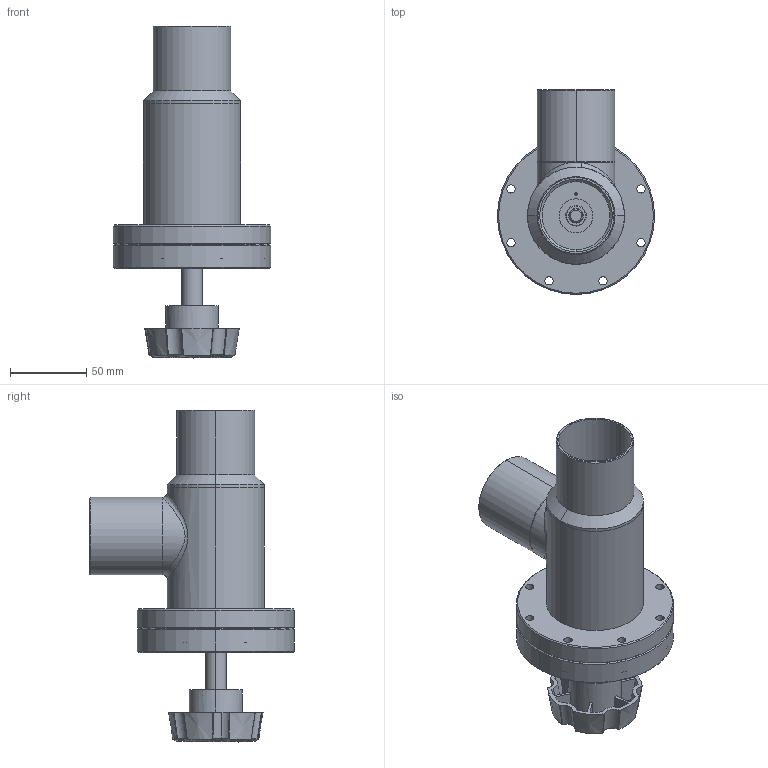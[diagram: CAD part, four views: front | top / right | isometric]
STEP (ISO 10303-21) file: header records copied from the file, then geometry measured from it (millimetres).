
FILE_DESCRIPTION (( 'STEP AP214' ), '1' );
FILE_NAME ('MA-200-H_MANUAL_ANGLE_VALVE.STEP', '2020-05-19T08:37:49', ( 'admin' ), ( 'Microsoft' ), 'SwSTEP 2.0', 'SolidWorks 2016', '' );
FILE_SCHEMA (( 'AUTOMOTIVE_DESIGN' ));
Length unit declared in the file: inch
Products named in the file (1): MA-200-H_MANUAL_ANGLE_VALVE
Bounding box: 102.87 x 133.99 x 217.32 mm (x, y, z)
Volume: 277714.2 mm3; surface area: 142405.1 mm2
Topology: 9 solids, 9 shells, 311 faces, 798 edges, 519 vertices
Faces by surface type: cylinder 142, cone 78, plane 73, bspline 18
Entity records: 12569 total; most frequent: CARTESIAN_POINT 4956, ORIENTED_EDGE 1596, DIRECTION 1523, EDGE_CURVE 798, AXIS2_PLACEMENT_3D 644, VERTEX_POINT 519, EDGE_LOOP 375, CIRCLE 350
